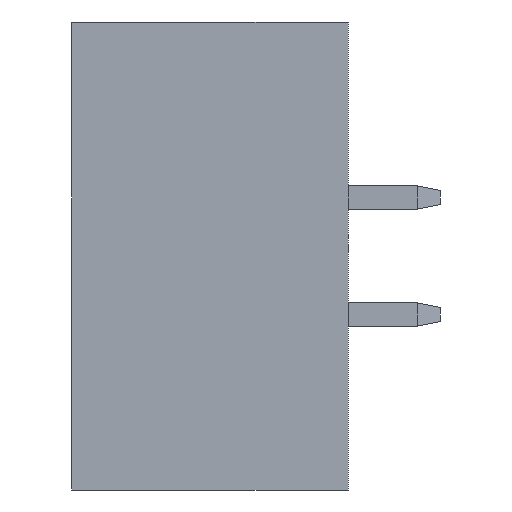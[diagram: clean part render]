
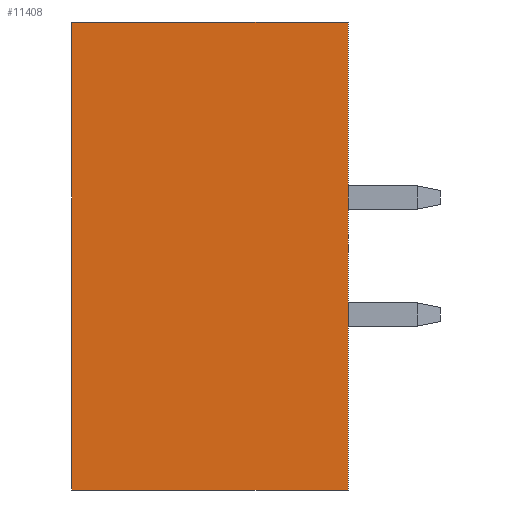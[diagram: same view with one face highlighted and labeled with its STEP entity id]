
A CAD part, front view. The second image highlights one B-rep face of the part: STEP entity #11408.
In plain terms, the highlighted planar face has unit normal (0, -1, 0).
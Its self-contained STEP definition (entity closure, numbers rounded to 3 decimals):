
#268 = DIRECTION ( 'NONE',  ( -1., 0., 0. ) ) ;
#545 = LINE ( 'NONE', #11779, #9400 ) ;
#889 = CARTESIAN_POINT ( 'NONE',  ( 20.9, 0., -7.62 ) ) ;
#984 = LINE ( 'NONE', #4726, #11411 ) ;
#1277 = EDGE_CURVE ( 'NONE', #1855, #3808, #2749, .T. ) ;
#1475 = DIRECTION ( 'NONE',  ( -1., 0., 0. ) ) ;
#1855 = VERTEX_POINT ( 'NONE', #4204 ) ;
#1939 = VERTEX_POINT ( 'NONE', #889 ) ;
#2582 = CARTESIAN_POINT ( 'NONE',  ( 8.9, 0., 12.7 ) ) ;
#2749 = LINE ( 'NONE', #2582, #9433 ) ;
#2857 = ORIENTED_EDGE ( 'NONE', *, *, #8304, .F. ) ;
#3221 = DIRECTION ( 'NONE',  ( 0., 1., 0. ) ) ;
#3808 = VERTEX_POINT ( 'NONE', #9990 ) ;
#4140 = VECTOR ( 'NONE', #268, 1000. ) ;
#4204 = CARTESIAN_POINT ( 'NONE',  ( 20.9, 0., 12.7 ) ) ;
#4284 = FACE_OUTER_BOUND ( 'NONE', #6737, .T. ) ;
#4681 = DIRECTION ( 'NONE',  ( -1., 0., 0. ) ) ;
#4726 = CARTESIAN_POINT ( 'NONE',  ( 8.9, 0., 2.54 ) ) ;
#5862 = AXIS2_PLACEMENT_3D ( 'NONE', #11441, #3221, #1475 ) ;
#6737 = EDGE_LOOP ( 'NONE', ( #10432, #11729, #11193, #2857 ) ) ;
#7146 = VERTEX_POINT ( 'NONE', #9535 ) ;
#8304 = EDGE_CURVE ( 'NONE', #1939, #7146, #8621, .T. ) ;
#8621 = LINE ( 'NONE', #11254, #4140 ) ;
#8917 = PLANE ( 'NONE',  #5862 ) ;
#9400 = VECTOR ( 'NONE', #9852, 1000. ) ;
#9433 = VECTOR ( 'NONE', #4681, 1000. ) ;
#9535 = CARTESIAN_POINT ( 'NONE',  ( 8.9, 0., -7.62 ) ) ;
#9852 = DIRECTION ( 'NONE',  ( 0., 0., -1. ) ) ;
#9990 = CARTESIAN_POINT ( 'NONE',  ( 8.9, 0., 12.7 ) ) ;
#10432 = ORIENTED_EDGE ( 'NONE', *, *, #11780, .F. ) ;
#11182 = EDGE_CURVE ( 'NONE', #7146, #3808, #984, .T. ) ;
#11193 = ORIENTED_EDGE ( 'NONE', *, *, #11182, .F. ) ;
#11254 = CARTESIAN_POINT ( 'NONE',  ( 8.9, 0., -7.62 ) ) ;
#11408 = ADVANCED_FACE ( 'NONE', ( #4284 ), #8917, .F. ) ;
#11411 = VECTOR ( 'NONE', #11863, 1000. ) ;
#11441 = CARTESIAN_POINT ( 'NONE',  ( 8.9, 0., 2.54 ) ) ;
#11729 = ORIENTED_EDGE ( 'NONE', *, *, #1277, .T. ) ;
#11779 = CARTESIAN_POINT ( 'NONE',  ( 20.9, 0., 2.54 ) ) ;
#11780 = EDGE_CURVE ( 'NONE', #1855, #1939, #545, .T. ) ;
#11863 = DIRECTION ( 'NONE',  ( 0., 0., 1. ) ) ;
